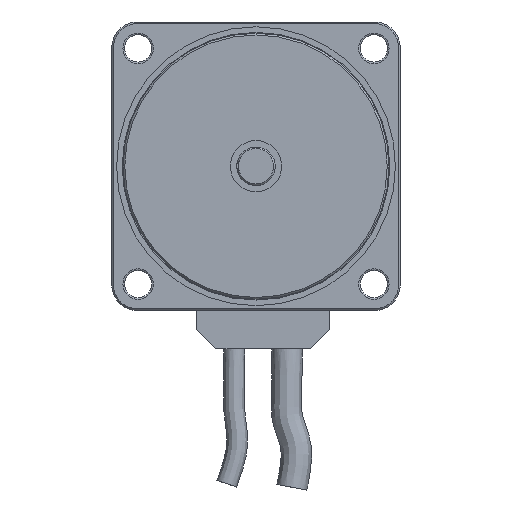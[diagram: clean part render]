
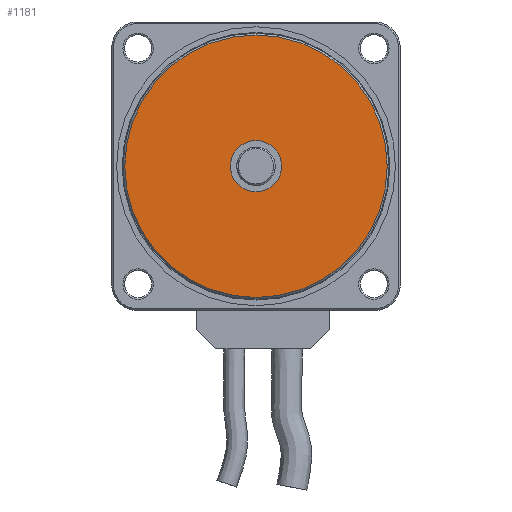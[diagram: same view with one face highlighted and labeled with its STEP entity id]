
A CAD part, front view. The second image highlights one B-rep face of the part: STEP entity #1181.
In plain terms, the highlighted planar face has unit normal (0, -1, 0).
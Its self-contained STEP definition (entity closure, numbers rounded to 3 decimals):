
#1181 = ADVANCED_FACE( '', ( #2408, #2409 ), #2410, .F. );
#2408 = FACE_OUTER_BOUND( '', #3994, .T. );
#2409 = FACE_BOUND( '', #3995, .T. );
#2410 = PLANE( '', #3996 );
#3994 = EDGE_LOOP( '', ( #7279 ) );
#3995 = EDGE_LOOP( '', ( #7280 ) );
#3996 = AXIS2_PLACEMENT_3D( '', #7281, #7282, #7283 );
#7279 = ORIENTED_EDGE( '', *, *, #8705, .T. );
#7280 = ORIENTED_EDGE( '', *, *, #7728, .T. );
#7281 = CARTESIAN_POINT( '', ( 0., -15.5, 0. ) );
#7282 = DIRECTION( '', ( 0., 1., 0. ) );
#7283 = DIRECTION( '', ( 0., 0., 1. ) );
#7728 = EDGE_CURVE( '', #9251, #9251, #9252, .T. );
#8705 = EDGE_CURVE( '', #10622, #10622, #10623, .F. );
#9251 = VERTEX_POINT( '', #11330 );
#9252 = CIRCLE( '', #11331, 8. );
#10622 = VERTEX_POINT( '', #13285 );
#10623 = CIRCLE( '', #13286, 40.95 );
#11330 = CARTESIAN_POINT( '', ( 8., -15.5, 0. ) );
#11331 = AXIS2_PLACEMENT_3D( '', #13729, #13730, #13731 );
#13285 = CARTESIAN_POINT( '', ( 0., -15.5, 40.95 ) );
#13286 = AXIS2_PLACEMENT_3D( '', #14814, #14815, #14816 );
#13729 = CARTESIAN_POINT( '', ( 0., -15.5, 0. ) );
#13730 = DIRECTION( '', ( 0., 1., 0. ) );
#13731 = DIRECTION( '', ( 1., 0., 0. ) );
#14814 = CARTESIAN_POINT( '', ( 0., -15.5, 0. ) );
#14815 = DIRECTION( '', ( 0., 1., 0. ) );
#14816 = DIRECTION( '', ( 0., 0., 1. ) );
